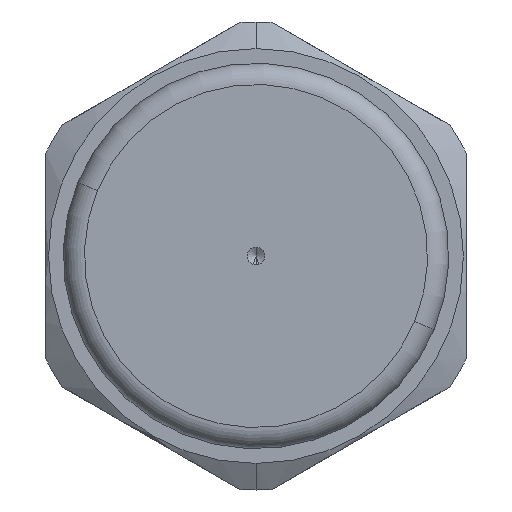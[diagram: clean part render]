
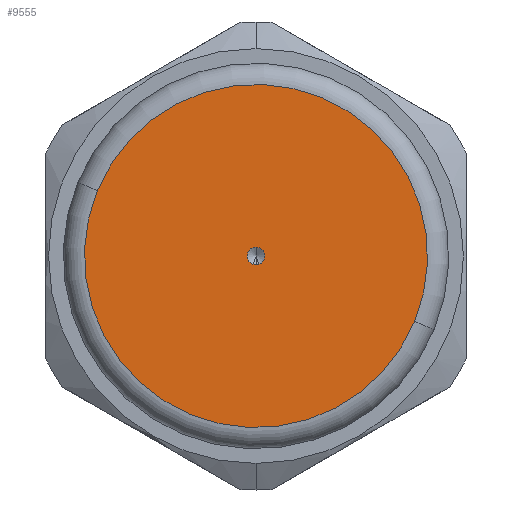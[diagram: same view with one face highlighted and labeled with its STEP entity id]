
A CAD part, left-side view. The second image highlights one B-rep face of the part: STEP entity #9555.
In plain terms, the highlighted planar face has unit normal (-1, 0, 0).
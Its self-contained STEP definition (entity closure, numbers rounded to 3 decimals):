
#85 = ORIENTED_EDGE ( 'NONE', *, *, #7597, .T. ) ;
#197 = VERTEX_POINT ( 'NONE', #6701 ) ;
#865 = DIRECTION ( 'NONE',  ( 0., 0.924, 0.382 ) ) ;
#1517 = FACE_OUTER_BOUND ( 'NONE', #5748, .T. ) ;
#1713 = ORIENTED_EDGE ( 'NONE', *, *, #17594, .T. ) ;
#1981 = DIRECTION ( 'NONE',  ( 1., 0., 0. ) ) ;
#2198 = ORIENTED_EDGE ( 'NONE', *, *, #12712, .F. ) ;
#2836 = CARTESIAN_POINT ( 'NONE',  ( -23., 0.555, 0.229 ) ) ;
#3044 = VERTEX_POINT ( 'NONE', #13080 ) ;
#3611 = DIRECTION ( 'NONE',  ( 1., 0., 0. ) ) ;
#3719 = ORIENTED_EDGE ( 'NONE', *, *, #9334, .F. ) ;
#3747 = AXIS2_PLACEMENT_3D ( 'NONE', #10583, #3611, #6416 ) ;
#4387 = CARTESIAN_POINT ( 'NONE',  ( -23., 0., 0. ) ) ;
#5039 = PLANE ( 'NONE',  #6640 ) ;
#5041 = VERTEX_POINT ( 'NONE', #2836 ) ;
#5748 = EDGE_LOOP ( 'NONE', ( #2198, #3719 ) ) ;
#6259 = CARTESIAN_POINT ( 'NONE',  ( -23., 0., 0. ) ) ;
#6416 = DIRECTION ( 'NONE',  ( 0., -0.924, -0.382 ) ) ;
#6456 = EDGE_LOOP ( 'NONE', ( #85, #1713 ) ) ;
#6566 = DIRECTION ( 'NONE',  ( -1., 0., 0. ) ) ;
#6640 = AXIS2_PLACEMENT_3D ( 'NONE', #12129, #6566, #865 ) ;
#6701 = CARTESIAN_POINT ( 'NONE',  ( -23., -0.555, -0.229 ) ) ;
#7477 = VERTEX_POINT ( 'NONE', #14223 ) ;
#7597 = EDGE_CURVE ( 'NONE', #197, #5041, #17287, .T. ) ;
#8531 = DIRECTION ( 'NONE',  ( 0., -0.924, -0.382 ) ) ;
#8614 = AXIS2_PLACEMENT_3D ( 'NONE', #4387, #12656, #8531 ) ;
#9334 = EDGE_CURVE ( 'NONE', #3044, #7477, #15955, .T. ) ;
#9555 = ADVANCED_FACE ( 'NONE', ( #16596, #1517 ), #5039, .T. ) ;
#10039 = AXIS2_PLACEMENT_3D ( 'NONE', #6259, #11830, #13381 ) ;
#10444 = CIRCLE ( 'NONE', #3747, 11.658 ) ;
#10583 = CARTESIAN_POINT ( 'NONE',  ( -23., 0., 0. ) ) ;
#10988 = CIRCLE ( 'NONE', #8614, 0.6 ) ;
#11830 = DIRECTION ( 'NONE',  ( 1., 0., 0. ) ) ;
#12129 = CARTESIAN_POINT ( 'NONE',  ( -23., -0.555, -0.229 ) ) ;
#12656 = DIRECTION ( 'NONE',  ( 1., 0., 0. ) ) ;
#12712 = EDGE_CURVE ( 'NONE', #7477, #3044, #10444, .T. ) ;
#13004 = DIRECTION ( 'NONE',  ( 0., -0.924, -0.382 ) ) ;
#13080 = CARTESIAN_POINT ( 'NONE',  ( -23., 10.775, 4.452 ) ) ;
#13381 = DIRECTION ( 'NONE',  ( 0., -0.924, -0.382 ) ) ;
#14223 = CARTESIAN_POINT ( 'NONE',  ( -23., -10.775, -4.452 ) ) ;
#14795 = AXIS2_PLACEMENT_3D ( 'NONE', #15975, #1981, #13004 ) ;
#15955 = CIRCLE ( 'NONE', #10039, 11.658 ) ;
#15975 = CARTESIAN_POINT ( 'NONE',  ( -23., 0., 0. ) ) ;
#16596 = FACE_BOUND ( 'NONE', #6456, .T. ) ;
#17287 = CIRCLE ( 'NONE', #14795, 0.6 ) ;
#17594 = EDGE_CURVE ( 'NONE', #5041, #197, #10988, .T. ) ;
